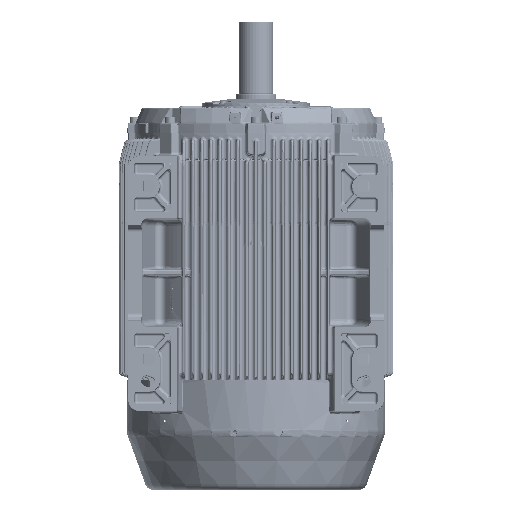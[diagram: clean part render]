
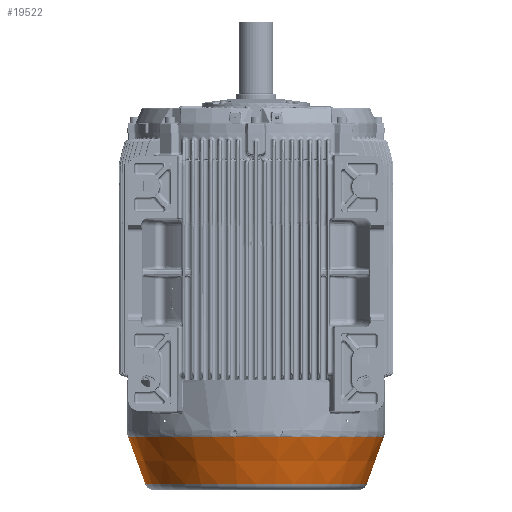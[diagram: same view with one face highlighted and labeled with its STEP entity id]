
A CAD part, front view. The second image highlights one B-rep face of the part: STEP entity #19522.
In plain terms, the highlighted conical face has half-angle 20 degrees and reference radius 259.882 mm.
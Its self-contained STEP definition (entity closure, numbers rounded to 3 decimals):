
#3816=CONICAL_SURFACE('',#193617,259.882,20.);
#4228=FACE_BOUND('',#40551,.T.);
#4229=FACE_BOUND('',#40552,.T.);
#10947=CIRCLE('',#193613,259.882);
#10949=CIRCLE('',#193616,300.485);
#19522=ADVANCED_FACE('',(#4228,#4229),#3816,.T.);
#40551=EDGE_LOOP('',(#73415));
#40552=EDGE_LOOP('',(#73416));
#73415=ORIENTED_EDGE('',*,*,#135930,.T.);
#73416=ORIENTED_EDGE('',*,*,#135928,.F.);
#111794=VERTEX_POINT('',#311610);
#111796=VERTEX_POINT('',#311615);
#135928=EDGE_CURVE('',#111794,#111794,#10947,.T.);
#135930=EDGE_CURVE('',#111796,#111796,#10949,.T.);
#193613=AXIS2_PLACEMENT_3D('',#311609,#216935,#216936);
#193616=AXIS2_PLACEMENT_3D('',#311614,#216941,#216942);
#193617=AXIS2_PLACEMENT_3D('',#311616,#216943,#216944);
#216935=DIRECTION('',(0.,0.,-1.));
#216936=DIRECTION('',(-1.,0.,0.));
#216941=DIRECTION('',(0.,0.,-1.));
#216942=DIRECTION('',(-1.,0.,0.));
#216943=DIRECTION('',(0.,0.,1.));
#216944=DIRECTION('',(1.,0.,0.));
#311609=CARTESIAN_POINT('',(0.,0.,-916.84));
#311610=CARTESIAN_POINT('',(-259.882,0.,-916.84));
#311614=CARTESIAN_POINT('',(0.,0.,-805.285));
#311615=CARTESIAN_POINT('',(-300.485,0.,-805.285));
#311616=CARTESIAN_POINT('',(0.,0.,-916.84));
